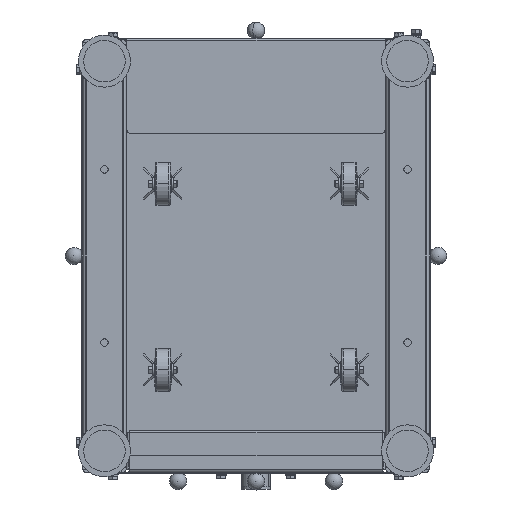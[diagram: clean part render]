
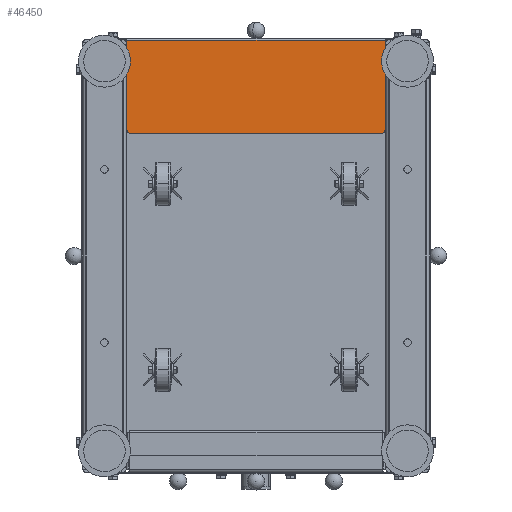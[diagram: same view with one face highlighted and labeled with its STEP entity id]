
A CAD part, front view. The second image highlights one B-rep face of the part: STEP entity #46450.
In plain terms, the highlighted planar face has unit normal (0, -1, 0).
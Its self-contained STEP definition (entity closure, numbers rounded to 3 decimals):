
#538 = CARTESIAN_POINT ( 'NONE',  ( 0., -851., 0. ) ) ;
#1033 = EDGE_CURVE ( 'NONE', #2253, #9919, #80993, .T. ) ;
#1034 = CARTESIAN_POINT ( 'NONE',  ( -149., -851., -103.8 ) ) ;
#2253 = VERTEX_POINT ( 'NONE', #34374 ) ;
#2810 = VERTEX_POINT ( 'NONE', #11497 ) ;
#3791 = CIRCLE ( 'NONE', #50480, 5. ) ;
#6889 = ORIENTED_EDGE ( 'NONE', *, *, #45801, .T. ) ;
#8601 = AXIS2_PLACEMENT_3D ( 'NONE', #34692, #43310, #74247 ) ;
#9919 = VERTEX_POINT ( 'NONE', #89850 ) ;
#10907 = CARTESIAN_POINT ( 'NONE',  ( 149., -851., 0. ) ) ;
#11497 = CARTESIAN_POINT ( 'NONE',  ( -149., -851., -0.737 ) ) ;
#13371 = DIRECTION ( 'NONE',  ( 0., 0., -1. ) ) ;
#13484 = ORIENTED_EDGE ( 'NONE', *, *, #78971, .T. ) ;
#19628 = ORIENTED_EDGE ( 'NONE', *, *, #28455, .F. ) ;
#28455 = EDGE_CURVE ( 'NONE', #76837, #9919, #89943, .T. ) ;
#32749 = CARTESIAN_POINT ( 'NONE',  ( 0., -851., -108.8 ) ) ;
#33554 = PLANE ( 'NONE',  #41929 ) ;
#33880 = ORIENTED_EDGE ( 'NONE', *, *, #91806, .F. ) ;
#34230 = DIRECTION ( 'NONE',  ( 0., 0., -1. ) ) ;
#34374 = CARTESIAN_POINT ( 'NONE',  ( -144., -851., -108.8 ) ) ;
#34692 = CARTESIAN_POINT ( 'NONE',  ( 144., -851., -103.8 ) ) ;
#36382 = VECTOR ( 'NONE', #34230, 1000. ) ;
#41929 = AXIS2_PLACEMENT_3D ( 'NONE', #538, #66597, #50336 ) ;
#42185 = FACE_OUTER_BOUND ( 'NONE', #60659, .T. ) ;
#43310 = DIRECTION ( 'NONE',  ( 0., 1., 0. ) ) ;
#45130 = ORIENTED_EDGE ( 'NONE', *, *, #1033, .T. ) ;
#45801 = EDGE_CURVE ( 'NONE', #54645, #2253, #3791, .T. ) ;
#46450 = ADVANCED_FACE ( 'NONE', ( #42185 ), #33554, .F. ) ;
#47413 = LINE ( 'NONE', #71820, #55421 ) ;
#48984 = VERTEX_POINT ( 'NONE', #98653 ) ;
#50336 = DIRECTION ( 'NONE',  ( 0., 0., 1. ) ) ;
#50470 = LINE ( 'NONE', #10907, #36382 ) ;
#50480 = AXIS2_PLACEMENT_3D ( 'NONE', #58318, #91373, #83232 ) ;
#54645 = VERTEX_POINT ( 'NONE', #1034 ) ;
#55421 = VECTOR ( 'NONE', #13371, 1000. ) ;
#58318 = CARTESIAN_POINT ( 'NONE',  ( -144., -851., -103.8 ) ) ;
#59852 = CARTESIAN_POINT ( 'NONE',  ( 0., -851., -0.737 ) ) ;
#60659 = EDGE_LOOP ( 'NONE', ( #13484, #6889, #45130, #19628, #33880, #63273 ) ) ;
#61218 = EDGE_CURVE ( 'NONE', #2810, #48984, #76623, .T. ) ;
#63273 = ORIENTED_EDGE ( 'NONE', *, *, #61218, .F. ) ;
#65800 = DIRECTION ( 'NONE',  ( 1., 0., 0. ) ) ;
#66597 = DIRECTION ( 'NONE',  ( 0., 1., 0. ) ) ;
#69039 = DIRECTION ( 'NONE',  ( 1., 0., 0. ) ) ;
#70462 = VECTOR ( 'NONE', #69039, 1000. ) ;
#71820 = CARTESIAN_POINT ( 'NONE',  ( -149., -851., 0. ) ) ;
#74247 = DIRECTION ( 'NONE',  ( 0., 0., 1. ) ) ;
#76623 = LINE ( 'NONE', #59852, #70462 ) ;
#76837 = VERTEX_POINT ( 'NONE', #77220 ) ;
#77220 = CARTESIAN_POINT ( 'NONE',  ( 149., -851., -103.8 ) ) ;
#78971 = EDGE_CURVE ( 'NONE', #2810, #54645, #47413, .T. ) ;
#80993 = LINE ( 'NONE', #32749, #103099 ) ;
#83232 = DIRECTION ( 'NONE',  ( 0., 0., 1. ) ) ;
#89850 = CARTESIAN_POINT ( 'NONE',  ( 144., -851., -108.8 ) ) ;
#89943 = CIRCLE ( 'NONE', #8601, 5. ) ;
#91373 = DIRECTION ( 'NONE',  ( 0., -1., 0. ) ) ;
#91806 = EDGE_CURVE ( 'NONE', #48984, #76837, #50470, .T. ) ;
#98653 = CARTESIAN_POINT ( 'NONE',  ( 149., -851., -0.737 ) ) ;
#103099 = VECTOR ( 'NONE', #65800, 1000. ) ;
